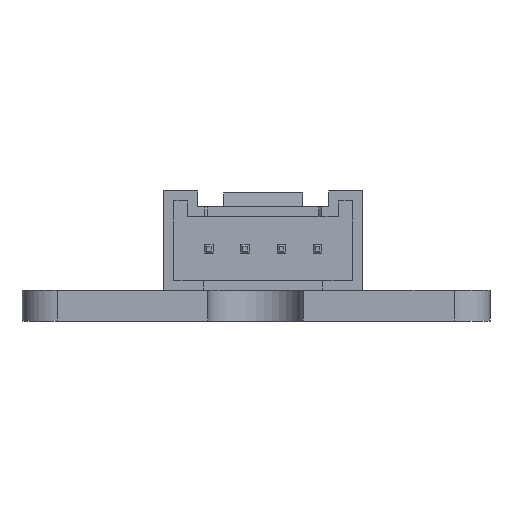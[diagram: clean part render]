
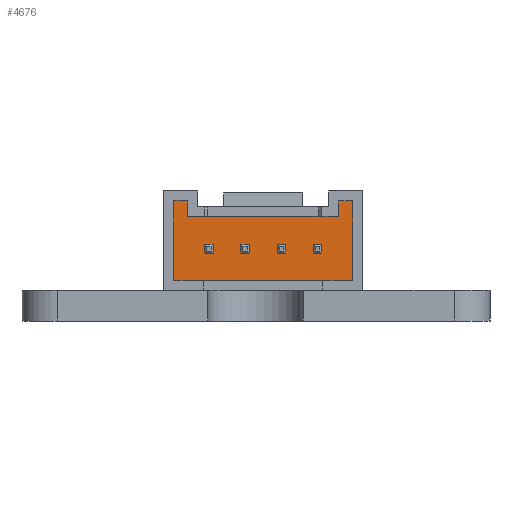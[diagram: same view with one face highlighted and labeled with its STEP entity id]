
A CAD part, left-side view. The second image highlights one B-rep face of the part: STEP entity #4676.
In plain terms, the highlighted face is planar.
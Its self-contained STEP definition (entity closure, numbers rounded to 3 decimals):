
#3936=CARTESIAN_POINT('Vertex',(8.8,1.5,-1.3)) ;
#3939=CARTESIAN_POINT('Line Origine',(5.,1.5,-1.3)) ;
#3943=CARTESIAN_POINT('Vertex',(1.2,1.5,-1.3)) ;
#3969=CARTESIAN_POINT('Line Origine',(1.2,1.5,-0.9)) ;
#3973=CARTESIAN_POINT('Vertex',(1.2,1.5,-0.5)) ;
#3993=CARTESIAN_POINT('Line Origine',(0.85,1.5,-0.5)) ;
#3997=CARTESIAN_POINT('Vertex',(0.5,1.5,-0.5)) ;
#4017=CARTESIAN_POINT('Line Origine',(0.5,1.5,-2.5)) ;
#4021=CARTESIAN_POINT('Vertex',(0.5,1.5,-4.5)) ;
#4041=CARTESIAN_POINT('Line Origine',(5.,1.5,-4.5)) ;
#4045=CARTESIAN_POINT('Vertex',(9.5,1.5,-4.5)) ;
#4357=CARTESIAN_POINT('Line Origine',(9.5,1.5,-2.5)) ;
#4361=CARTESIAN_POINT('Vertex',(9.5,1.5,-0.5)) ;
#4381=CARTESIAN_POINT('Line Origine',(9.15,1.5,-0.5)) ;
#4385=CARTESIAN_POINT('Vertex',(8.8,1.5,-0.5)) ;
#4405=CARTESIAN_POINT('Line Origine',(8.8,1.5,-0.9)) ;
#4525=CARTESIAN_POINT('Axis2P3D Location',(0.,1.5,0.)) ;
#4540=CARTESIAN_POINT('Line Origine',(7.737,1.5,-2.675)) ;
#4544=CARTESIAN_POINT('Vertex',(7.525,1.5,-2.675)) ;
#4546=CARTESIAN_POINT('Vertex',(7.95,1.5,-2.675)) ;
#4549=CARTESIAN_POINT('Line Origine',(7.525,1.5,-2.9)) ;
#4553=CARTESIAN_POINT('Vertex',(7.525,1.5,-3.125)) ;
#4556=CARTESIAN_POINT('Line Origine',(7.737,1.5,-3.125)) ;
#4560=CARTESIAN_POINT('Vertex',(7.95,1.5,-3.125)) ;
#4563=CARTESIAN_POINT('Line Origine',(7.95,1.5,-2.9)) ;
#4574=CARTESIAN_POINT('Line Origine',(5.7,1.5,-2.9)) ;
#4578=CARTESIAN_POINT('Vertex',(5.7,1.5,-3.125)) ;
#4580=CARTESIAN_POINT('Vertex',(5.7,1.5,-2.675)) ;
#4583=CARTESIAN_POINT('Line Origine',(5.912,1.5,-3.125)) ;
#4587=CARTESIAN_POINT('Vertex',(6.125,1.5,-3.125)) ;
#4590=CARTESIAN_POINT('Line Origine',(6.125,1.5,-2.9)) ;
#4594=CARTESIAN_POINT('Vertex',(6.125,1.5,-2.675)) ;
#4597=CARTESIAN_POINT('Line Origine',(5.912,1.5,-2.675)) ;
#4608=CARTESIAN_POINT('Line Origine',(4.3,1.5,-2.9)) ;
#4612=CARTESIAN_POINT('Vertex',(4.3,1.5,-2.675)) ;
#4614=CARTESIAN_POINT('Vertex',(4.3,1.5,-3.125)) ;
#4617=CARTESIAN_POINT('Line Origine',(4.088,1.5,-2.675)) ;
#4621=CARTESIAN_POINT('Vertex',(3.875,1.5,-2.675)) ;
#4624=CARTESIAN_POINT('Line Origine',(3.875,1.5,-2.9)) ;
#4628=CARTESIAN_POINT('Vertex',(3.875,1.5,-3.125)) ;
#4631=CARTESIAN_POINT('Line Origine',(4.088,1.5,-3.125)) ;
#4642=CARTESIAN_POINT('Line Origine',(2.05,1.5,-2.9)) ;
#4646=CARTESIAN_POINT('Vertex',(2.05,1.5,-3.125)) ;
#4648=CARTESIAN_POINT('Vertex',(2.05,1.5,-2.675)) ;
#4651=CARTESIAN_POINT('Line Origine',(2.263,1.5,-3.125)) ;
#4655=CARTESIAN_POINT('Vertex',(2.475,1.5,-3.125)) ;
#4658=CARTESIAN_POINT('Line Origine',(2.475,1.5,-2.9)) ;
#4662=CARTESIAN_POINT('Vertex',(2.475,1.5,-2.675)) ;
#4665=CARTESIAN_POINT('Line Origine',(2.263,1.5,-2.675)) ;
#3940=DIRECTION('Vector Direction',(1.,0.,0.)) ;
#3970=DIRECTION('Vector Direction',(0.,0.,-1.)) ;
#3994=DIRECTION('Vector Direction',(1.,0.,0.)) ;
#4018=DIRECTION('Vector Direction',(0.,0.,1.)) ;
#4042=DIRECTION('Vector Direction',(-1.,0.,0.)) ;
#4358=DIRECTION('Vector Direction',(0.,0.,-1.)) ;
#4382=DIRECTION('Vector Direction',(1.,0.,0.)) ;
#4406=DIRECTION('Vector Direction',(0.,0.,1.)) ;
#4526=DIRECTION('Axis2P3D Direction',(0.,1.,0.)) ;
#4527=DIRECTION('Axis2P3D XDirection',(0.,-0.,1.)) ;
#4541=DIRECTION('Vector Direction',(1.,0.,0.)) ;
#4550=DIRECTION('Vector Direction',(0.,0.,1.)) ;
#4557=DIRECTION('Vector Direction',(-1.,0.,0.)) ;
#4564=DIRECTION('Vector Direction',(0.,0.,-1.)) ;
#4575=DIRECTION('Vector Direction',(0.,0.,1.)) ;
#4584=DIRECTION('Vector Direction',(-1.,0.,0.)) ;
#4591=DIRECTION('Vector Direction',(0.,0.,-1.)) ;
#4598=DIRECTION('Vector Direction',(1.,0.,0.)) ;
#4609=DIRECTION('Vector Direction',(0.,0.,-1.)) ;
#4618=DIRECTION('Vector Direction',(1.,0.,0.)) ;
#4625=DIRECTION('Vector Direction',(0.,0.,1.)) ;
#4632=DIRECTION('Vector Direction',(-1.,0.,0.)) ;
#4643=DIRECTION('Vector Direction',(0.,0.,1.)) ;
#4652=DIRECTION('Vector Direction',(-1.,0.,0.)) ;
#4659=DIRECTION('Vector Direction',(0.,0.,-1.)) ;
#4666=DIRECTION('Vector Direction',(1.,0.,0.)) ;
#4528=AXIS2_PLACEMENT_3D('Plane Axis2P3D',#4525,#4526,#4527) ;
#4531=ORIENTED_EDGE('',*,*,#4023,.T.) ;
#4532=ORIENTED_EDGE('',*,*,#3999,.T.) ;
#4533=ORIENTED_EDGE('',*,*,#3975,.T.) ;
#4534=ORIENTED_EDGE('',*,*,#3945,.T.) ;
#4535=ORIENTED_EDGE('',*,*,#4409,.T.) ;
#4536=ORIENTED_EDGE('',*,*,#4387,.T.) ;
#4537=ORIENTED_EDGE('',*,*,#4363,.T.) ;
#4538=ORIENTED_EDGE('',*,*,#4047,.T.) ;
#4569=ORIENTED_EDGE('',*,*,#4548,.F.) ;
#4570=ORIENTED_EDGE('',*,*,#4555,.F.) ;
#4571=ORIENTED_EDGE('',*,*,#4562,.F.) ;
#4572=ORIENTED_EDGE('',*,*,#4567,.F.) ;
#4603=ORIENTED_EDGE('',*,*,#4582,.F.) ;
#4604=ORIENTED_EDGE('',*,*,#4589,.F.) ;
#4605=ORIENTED_EDGE('',*,*,#4596,.F.) ;
#4606=ORIENTED_EDGE('',*,*,#4601,.F.) ;
#4637=ORIENTED_EDGE('',*,*,#4616,.F.) ;
#4638=ORIENTED_EDGE('',*,*,#4623,.F.) ;
#4639=ORIENTED_EDGE('',*,*,#4630,.F.) ;
#4640=ORIENTED_EDGE('',*,*,#4635,.F.) ;
#4671=ORIENTED_EDGE('',*,*,#4650,.F.) ;
#4672=ORIENTED_EDGE('',*,*,#4657,.F.) ;
#4673=ORIENTED_EDGE('',*,*,#4664,.F.) ;
#4674=ORIENTED_EDGE('',*,*,#4669,.F.) ;
#4573=FACE_BOUND('',#4568,.T.) ;
#4607=FACE_BOUND('',#4602,.T.) ;
#4641=FACE_BOUND('',#4636,.T.) ;
#4675=FACE_BOUND('',#4670,.T.) ;
#3941=VECTOR('Line Direction',#3940,1.) ;
#3971=VECTOR('Line Direction',#3970,1.) ;
#3995=VECTOR('Line Direction',#3994,1.) ;
#4019=VECTOR('Line Direction',#4018,1.) ;
#4043=VECTOR('Line Direction',#4042,1.) ;
#4359=VECTOR('Line Direction',#4358,1.) ;
#4383=VECTOR('Line Direction',#4382,1.) ;
#4407=VECTOR('Line Direction',#4406,1.) ;
#4542=VECTOR('Line Direction',#4541,1.) ;
#4551=VECTOR('Line Direction',#4550,1.) ;
#4558=VECTOR('Line Direction',#4557,1.) ;
#4565=VECTOR('Line Direction',#4564,1.) ;
#4576=VECTOR('Line Direction',#4575,1.) ;
#4585=VECTOR('Line Direction',#4584,1.) ;
#4592=VECTOR('Line Direction',#4591,1.) ;
#4599=VECTOR('Line Direction',#4598,1.) ;
#4610=VECTOR('Line Direction',#4609,1.) ;
#4619=VECTOR('Line Direction',#4618,1.) ;
#4626=VECTOR('Line Direction',#4625,1.) ;
#4633=VECTOR('Line Direction',#4632,1.) ;
#4644=VECTOR('Line Direction',#4643,1.) ;
#4653=VECTOR('Line Direction',#4652,1.) ;
#4660=VECTOR('Line Direction',#4659,1.) ;
#4667=VECTOR('Line Direction',#4666,1.) ;
#4676=ADVANCED_FACE('Chanfrein2',(#4539,#4573,#4607,#4641,#4675),#4529,.T.) ;
#3945=EDGE_CURVE('',#3944,#3937,#3942,.T.) ;
#3975=EDGE_CURVE('',#3974,#3944,#3972,.T.) ;
#3999=EDGE_CURVE('',#3998,#3974,#3996,.T.) ;
#4023=EDGE_CURVE('',#4022,#3998,#4020,.T.) ;
#4047=EDGE_CURVE('',#4046,#4022,#4044,.T.) ;
#4363=EDGE_CURVE('',#4362,#4046,#4360,.T.) ;
#4387=EDGE_CURVE('',#4386,#4362,#4384,.T.) ;
#4409=EDGE_CURVE('',#3937,#4386,#4408,.T.) ;
#4548=EDGE_CURVE('',#4545,#4547,#4543,.T.) ;
#4555=EDGE_CURVE('',#4554,#4545,#4552,.T.) ;
#4562=EDGE_CURVE('',#4561,#4554,#4559,.T.) ;
#4567=EDGE_CURVE('',#4547,#4561,#4566,.T.) ;
#4582=EDGE_CURVE('',#4579,#4581,#4577,.T.) ;
#4589=EDGE_CURVE('',#4588,#4579,#4586,.T.) ;
#4596=EDGE_CURVE('',#4595,#4588,#4593,.T.) ;
#4601=EDGE_CURVE('',#4581,#4595,#4600,.T.) ;
#4616=EDGE_CURVE('',#4613,#4615,#4611,.T.) ;
#4623=EDGE_CURVE('',#4622,#4613,#4620,.T.) ;
#4630=EDGE_CURVE('',#4629,#4622,#4627,.T.) ;
#4635=EDGE_CURVE('',#4615,#4629,#4634,.T.) ;
#4650=EDGE_CURVE('',#4647,#4649,#4645,.T.) ;
#4657=EDGE_CURVE('',#4656,#4647,#4654,.T.) ;
#4664=EDGE_CURVE('',#4663,#4656,#4661,.T.) ;
#4669=EDGE_CURVE('',#4649,#4663,#4668,.T.) ;
#4530=EDGE_LOOP('',(#4531,#4532,#4533,#4534,#4535,#4536,#4537,#4538)) ;
#4568=EDGE_LOOP('',(#4569,#4570,#4571,#4572)) ;
#4602=EDGE_LOOP('',(#4603,#4604,#4605,#4606)) ;
#4636=EDGE_LOOP('',(#4637,#4638,#4639,#4640)) ;
#4670=EDGE_LOOP('',(#4671,#4672,#4673,#4674)) ;
#4539=FACE_OUTER_BOUND('',#4530,.T.) ;
#3942=LINE('Line',#3939,#3941) ;
#3972=LINE('Line',#3969,#3971) ;
#3996=LINE('Line',#3993,#3995) ;
#4020=LINE('Line',#4017,#4019) ;
#4044=LINE('Line',#4041,#4043) ;
#4360=LINE('Line',#4357,#4359) ;
#4384=LINE('Line',#4381,#4383) ;
#4408=LINE('Line',#4405,#4407) ;
#4543=LINE('Line',#4540,#4542) ;
#4552=LINE('Line',#4549,#4551) ;
#4559=LINE('Line',#4556,#4558) ;
#4566=LINE('Line',#4563,#4565) ;
#4577=LINE('Line',#4574,#4576) ;
#4586=LINE('Line',#4583,#4585) ;
#4593=LINE('Line',#4590,#4592) ;
#4600=LINE('Line',#4597,#4599) ;
#4611=LINE('Line',#4608,#4610) ;
#4620=LINE('Line',#4617,#4619) ;
#4627=LINE('Line',#4624,#4626) ;
#4634=LINE('Line',#4631,#4633) ;
#4645=LINE('Line',#4642,#4644) ;
#4654=LINE('Line',#4651,#4653) ;
#4661=LINE('Line',#4658,#4660) ;
#4668=LINE('Line',#4665,#4667) ;
#4529=PLANE('Plane',#4528) ;
#3937=VERTEX_POINT('',#3936) ;
#3944=VERTEX_POINT('',#3943) ;
#3974=VERTEX_POINT('',#3973) ;
#3998=VERTEX_POINT('',#3997) ;
#4022=VERTEX_POINT('',#4021) ;
#4046=VERTEX_POINT('',#4045) ;
#4362=VERTEX_POINT('',#4361) ;
#4386=VERTEX_POINT('',#4385) ;
#4545=VERTEX_POINT('',#4544) ;
#4547=VERTEX_POINT('',#4546) ;
#4554=VERTEX_POINT('',#4553) ;
#4561=VERTEX_POINT('',#4560) ;
#4579=VERTEX_POINT('',#4578) ;
#4581=VERTEX_POINT('',#4580) ;
#4588=VERTEX_POINT('',#4587) ;
#4595=VERTEX_POINT('',#4594) ;
#4613=VERTEX_POINT('',#4612) ;
#4615=VERTEX_POINT('',#4614) ;
#4622=VERTEX_POINT('',#4621) ;
#4629=VERTEX_POINT('',#4628) ;
#4647=VERTEX_POINT('',#4646) ;
#4649=VERTEX_POINT('',#4648) ;
#4656=VERTEX_POINT('',#4655) ;
#4663=VERTEX_POINT('',#4662) ;
